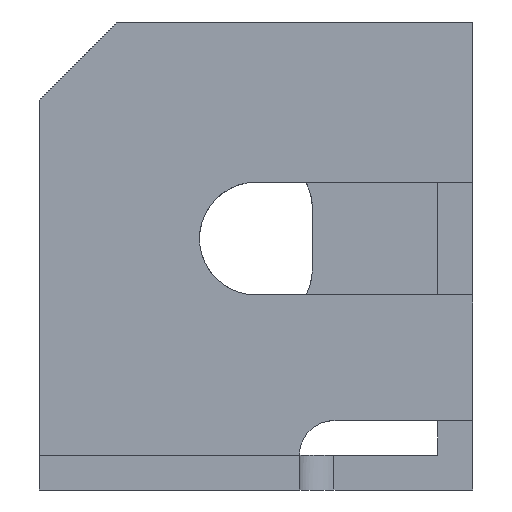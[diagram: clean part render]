
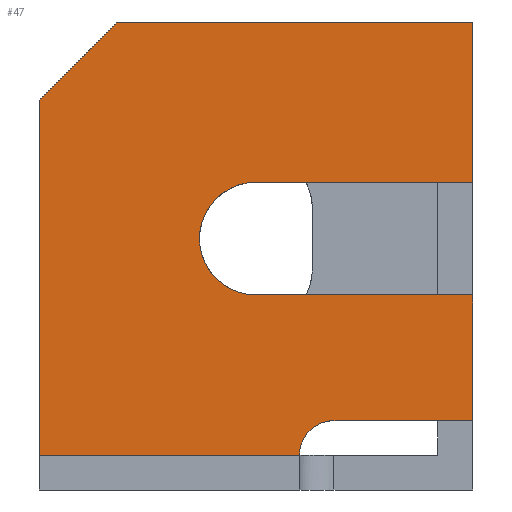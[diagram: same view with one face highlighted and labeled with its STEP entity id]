
A CAD part, front view. The second image highlights one B-rep face of the part: STEP entity #47.
In plain terms, the highlighted planar face has unit normal (0, -1, 0).
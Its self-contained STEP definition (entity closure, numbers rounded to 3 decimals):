
#47=ADVANCED_FACE('',(#88),#748,.T.);
#88=FACE_OUTER_BOUND('',#131,.T.);
#131=EDGE_LOOP('',(#331,#332,#333,#334,#335,#336,#337,#338,#339,#340,#341));
#331=ORIENTED_EDGE('',*,*,#498,.T.);
#332=ORIENTED_EDGE('',*,*,#464,.T.);
#333=ORIENTED_EDGE('',*,*,#444,.F.);
#334=ORIENTED_EDGE('',*,*,#418,.F.);
#335=ORIENTED_EDGE('',*,*,#448,.F.);
#336=ORIENTED_EDGE('',*,*,#466,.T.);
#337=ORIENTED_EDGE('',*,*,#469,.T.);
#338=ORIENTED_EDGE('',*,*,#472,.T.);
#339=ORIENTED_EDGE('',*,*,#475,.T.);
#340=ORIENTED_EDGE('',*,*,#392,.T.);
#341=ORIENTED_EDGE('',*,*,#410,.F.);
#392=EDGE_CURVE('',#638,#637,#531,.T.);
#410=EDGE_CURVE('',#653,#637,#549,.T.);
#418=EDGE_CURVE('',#661,#660,#557,.T.);
#444=EDGE_CURVE('',#660,#686,#583,.T.);
#448=EDGE_CURVE('',#688,#661,#587,.T.);
#464=EDGE_CURVE('',#707,#686,#512,.T.);
#466=EDGE_CURVE('',#688,#710,#602,.T.);
#469=EDGE_CURVE('',#710,#712,#605,.T.);
#472=EDGE_CURVE('',#712,#714,#608,.T.);
#475=EDGE_CURVE('',#714,#638,#514,.T.);
#498=EDGE_CURVE('',#653,#707,#625,.T.);
#512=(
BOUNDED_CURVE()
B_SPLINE_CURVE(2,(#1336,#1337,#1338,#1339,#1340),.UNSPECIFIED.,.F.,.F.)
B_SPLINE_CURVE_WITH_KNOTS((3,2,3),(0.,10.21,20.42),
 .UNSPECIFIED.)
CURVE()
GEOMETRIC_REPRESENTATION_ITEM()
RATIONAL_B_SPLINE_CURVE((1.,0.707,1.,0.707,1.))
REPRESENTATION_ITEM('')
);
#514=(
BOUNDED_CURVE()
B_SPLINE_CURVE(2,(#1362,#1363,#1364),.UNSPECIFIED.,.F.,.F.)
B_SPLINE_CURVE_WITH_KNOTS((3,3),(-6.273,0.),.UNSPECIFIED.)
CURVE()
GEOMETRIC_REPRESENTATION_ITEM()
RATIONAL_B_SPLINE_CURVE((1.,0.708,1.))
REPRESENTATION_ITEM('')
);
#531=B_SPLINE_CURVE_WITH_KNOTS('',1,(#1185,#1186),.UNSPECIFIED.,.F.,.F.,
(2,2),(90.792,97.903),.UNSPECIFIED.);
#549=B_SPLINE_CURVE_WITH_KNOTS('',1,(#1223,#1224),.UNSPECIFIED.,.F.,.F.,
(2,2),(847.458,861.963),.UNSPECIFIED.);
#557=B_SPLINE_CURVE_WITH_KNOTS('',1,(#1239,#1240),.UNSPECIFIED.,.F.,.F.,
(2,2),(702.,720.495),.UNSPECIFIED.);
#583=B_SPLINE_CURVE_WITH_KNOTS('',1,(#1292,#1293),.UNSPECIFIED.,.F.,.F.,
(2,2),(-15.758,0.),.UNSPECIFIED.);
#587=B_SPLINE_CURVE_WITH_KNOTS('',1,(#1300,#1301),.UNSPECIFIED.,.F.,.F.,
(2,2),(142.874,174.339),.UNSPECIFIED.);
#602=B_SPLINE_CURVE_WITH_KNOTS('',1,(#1343,#1344),.UNSPECIFIED.,.F.,.F.,
(2,2),(-12.728,0.),.UNSPECIFIED.);
#605=B_SPLINE_CURVE_WITH_KNOTS('',1,(#1349,#1350),.UNSPECIFIED.,.F.,.F.,
(2,2),(-40.99,0.),.UNSPECIFIED.);
#608=B_SPLINE_CURVE_WITH_KNOTS('',1,(#1355,#1356),.UNSPECIFIED.,.F.,.F.,
(2,2),(-30.,0.),.UNSPECIFIED.);
#625=B_SPLINE_CURVE_WITH_KNOTS('',1,(#1420,#1421),.UNSPECIFIED.,.F.,.F.,
(2,2),(28.757,44.515),.UNSPECIFIED.);
#637=VERTEX_POINT('',#1097);
#638=VERTEX_POINT('',#1098);
#653=VERTEX_POINT('',#1113);
#660=VERTEX_POINT('',#1120);
#661=VERTEX_POINT('',#1121);
#686=VERTEX_POINT('',#1146);
#688=VERTEX_POINT('',#1148);
#707=VERTEX_POINT('',#1167);
#710=VERTEX_POINT('',#1170);
#712=VERTEX_POINT('',#1172);
#714=VERTEX_POINT('',#1174);
#748=PLANE('',#869);
#869=AXIS2_PLACEMENT_3D('',#1049,#905,$);
#905=DIRECTION('',(0.,-1.,0.));
#1049=CARTESIAN_POINT('',(-84.201,-52.5,89.));
#1097=CARTESIAN_POINT('',(0.,-52.5,8.));
#1098=CARTESIAN_POINT('',(-16.,-52.5,8.));
#1113=CARTESIAN_POINT('',(0.,-52.5,22.505));
#1120=CARTESIAN_POINT('',(0.,-52.5,35.505));
#1121=CARTESIAN_POINT('',(0.,-52.5,54.));
#1146=CARTESIAN_POINT('',(-25.018,-52.5,35.505));
#1148=CARTESIAN_POINT('',(-41.,-52.5,54.));
#1167=CARTESIAN_POINT('',(-25.018,-52.5,22.505));
#1170=CARTESIAN_POINT('',(-50.,-52.5,45.));
#1172=CARTESIAN_POINT('',(-50.,-52.5,4.01));
#1174=CARTESIAN_POINT('',(-20.,-52.5,4.01));
#1185=CARTESIAN_POINT('',(-16.,-52.5,8.));
#1186=CARTESIAN_POINT('',(0.,-52.5,8.));
#1223=CARTESIAN_POINT('',(0.,-52.5,22.505));
#1224=CARTESIAN_POINT('',(0.,-52.5,8.));
#1239=CARTESIAN_POINT('',(0.,-52.5,54.));
#1240=CARTESIAN_POINT('',(0.,-52.5,35.505));
#1292=CARTESIAN_POINT('',(0.,-52.5,35.505));
#1293=CARTESIAN_POINT('',(-25.018,-52.5,35.505));
#1300=CARTESIAN_POINT('',(-41.,-52.5,54.));
#1301=CARTESIAN_POINT('',(0.,-52.5,54.));
#1336=CARTESIAN_POINT('',(-25.018,-52.5,22.505));
#1337=CARTESIAN_POINT('',(-31.518,-52.5,22.505));
#1338=CARTESIAN_POINT('',(-31.518,-52.5,29.005));
#1339=CARTESIAN_POINT('',(-31.518,-52.5,35.505));
#1340=CARTESIAN_POINT('',(-25.018,-52.5,35.505));
#1343=CARTESIAN_POINT('',(-41.,-52.5,54.));
#1344=CARTESIAN_POINT('',(-50.,-52.5,45.));
#1349=CARTESIAN_POINT('',(-50.,-52.5,45.));
#1350=CARTESIAN_POINT('',(-50.,-52.5,4.01));
#1355=CARTESIAN_POINT('',(-50.,-52.5,4.01));
#1356=CARTESIAN_POINT('',(-20.,-52.5,4.01));
#1362=CARTESIAN_POINT('',(-20.,-52.5,4.01));
#1363=CARTESIAN_POINT('',(-19.99,-52.5,8.));
#1364=CARTESIAN_POINT('',(-16.,-52.5,8.));
#1420=CARTESIAN_POINT('',(0.,-52.5,22.505));
#1421=CARTESIAN_POINT('',(-25.018,-52.5,22.505));
